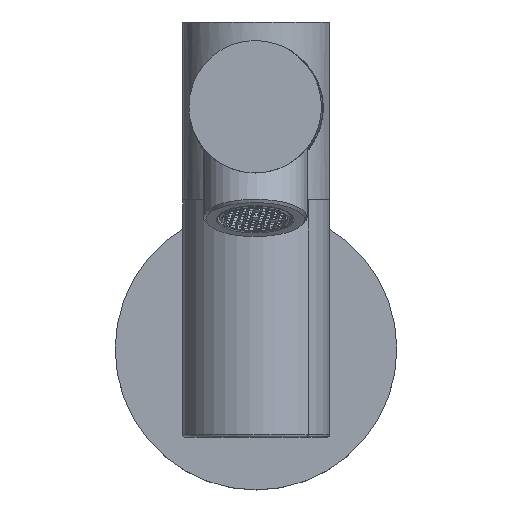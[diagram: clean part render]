
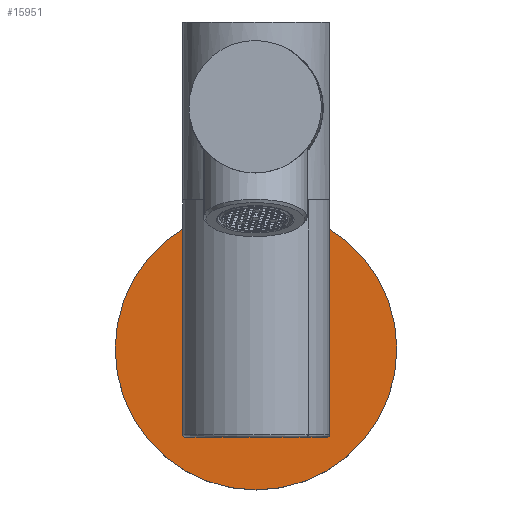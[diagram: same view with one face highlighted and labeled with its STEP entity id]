
A CAD part, top view. The second image highlights one B-rep face of the part: STEP entity #15951.
In plain terms, the highlighted planar face has unit normal (0, 0, 1).
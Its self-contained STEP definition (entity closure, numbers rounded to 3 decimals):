
#42 = ORIENTED_EDGE ( 'NONE', *, *, #12638, .F. ) ;
#1413 = CARTESIAN_POINT ( 'NONE',  ( -27., 0., 4. ) ) ;
#1728 = AXIS2_PLACEMENT_3D ( 'NONE', #19320, #17117, #12830 ) ;
#2767 = VERTEX_POINT ( 'NONE', #26898 ) ;
#2907 = AXIS2_PLACEMENT_3D ( 'NONE', #1413, #3596, #5804 ) ;
#3111 = AXIS2_PLACEMENT_3D ( 'NONE', #17824, #24068, #12024 ) ;
#3247 = EDGE_CURVE ( 'NONE', #2767, #21577, #24477, .T. ) ;
#3596 = DIRECTION ( 'NONE',  ( 0., 0., -1. ) ) ;
#3845 = DIRECTION ( 'NONE',  ( 0., 1., 0. ) ) ;
#4116 = DIRECTION ( 'NONE',  ( 0., 0., -1. ) ) ;
#5804 = DIRECTION ( 'NONE',  ( 0., 1., 0. ) ) ;
#7622 = ORIENTED_EDGE ( 'NONE', *, *, #15275, .F. ) ;
#9272 = CARTESIAN_POINT ( 'NONE',  ( 0., 27., 4. ) ) ;
#9403 = VERTEX_POINT ( 'NONE', #26820 ) ;
#9562 = CARTESIAN_POINT ( 'NONE',  ( 0., -13.375, 4. ) ) ;
#12024 = DIRECTION ( 'NONE',  ( 0., 1., 0. ) ) ;
#12116 = PLANE ( 'NONE',  #2907 ) ;
#12592 = DIRECTION ( 'NONE',  ( 0., 0., -1. ) ) ;
#12638 = EDGE_CURVE ( 'NONE', #19405, #9403, #17170, .T. ) ;
#12830 = DIRECTION ( 'NONE',  ( 0., 1., 0. ) ) ;
#14058 = FACE_BOUND ( 'NONE', #18990, .T. ) ;
#14620 = AXIS2_PLACEMENT_3D ( 'NONE', #27171, #4116, #3845 ) ;
#15275 = EDGE_CURVE ( 'NONE', #9403, #19405, #26602, .T. ) ;
#15785 = EDGE_CURVE ( 'NONE', #21577, #2767, #19793, .T. ) ;
#15951 = ADVANCED_FACE ( 'NONE', ( #20404, #14058 ), #12116, .F. ) ;
#16656 = ORIENTED_EDGE ( 'NONE', *, *, #15785, .T. ) ;
#17117 = DIRECTION ( 'NONE',  ( 0., 0., -1. ) ) ;
#17170 = CIRCLE ( 'NONE', #3111, 27. ) ;
#17824 = CARTESIAN_POINT ( 'NONE',  ( 0., 0., 4. ) ) ;
#18711 = AXIS2_PLACEMENT_3D ( 'NONE', #25196, #12592, #24920 ) ;
#18990 = EDGE_LOOP ( 'NONE', ( #16656, #23523 ) ) ;
#19320 = CARTESIAN_POINT ( 'NONE',  ( 0., 0., 4. ) ) ;
#19405 = VERTEX_POINT ( 'NONE', #9272 ) ;
#19793 = CIRCLE ( 'NONE', #1728, 13.375 ) ;
#20404 = FACE_OUTER_BOUND ( 'NONE', #21241, .T. ) ;
#21241 = EDGE_LOOP ( 'NONE', ( #42, #7622 ) ) ;
#21577 = VERTEX_POINT ( 'NONE', #9562 ) ;
#23523 = ORIENTED_EDGE ( 'NONE', *, *, #3247, .T. ) ;
#24068 = DIRECTION ( 'NONE',  ( 0., 0., -1. ) ) ;
#24477 = CIRCLE ( 'NONE', #18711, 13.375 ) ;
#24920 = DIRECTION ( 'NONE',  ( 0., 1., 0. ) ) ;
#25196 = CARTESIAN_POINT ( 'NONE',  ( 0., 0., 4. ) ) ;
#26602 = CIRCLE ( 'NONE', #14620, 27. ) ;
#26820 = CARTESIAN_POINT ( 'NONE',  ( 0., -27., 4. ) ) ;
#26898 = CARTESIAN_POINT ( 'NONE',  ( 0., 13.375, 4. ) ) ;
#27171 = CARTESIAN_POINT ( 'NONE',  ( 0., 0., 4. ) ) ;
